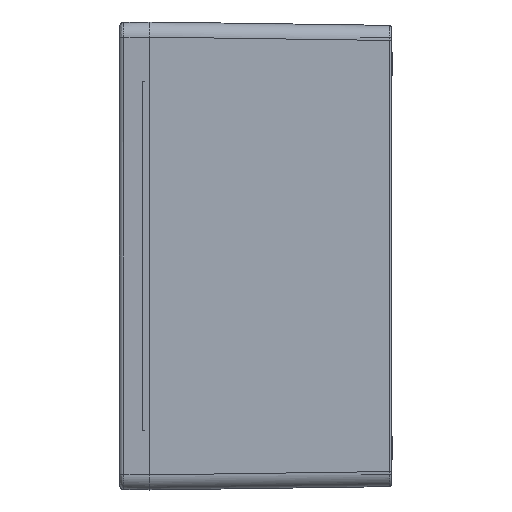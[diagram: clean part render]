
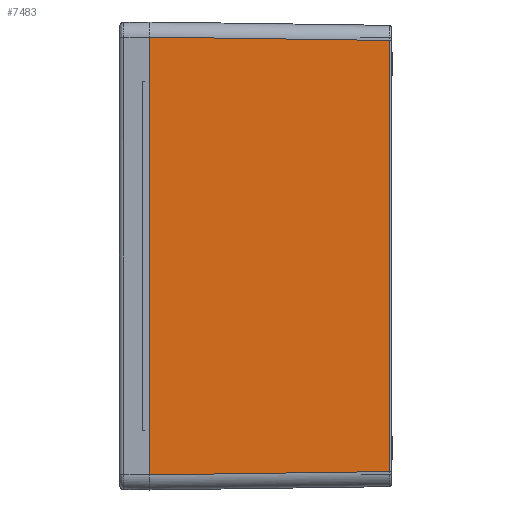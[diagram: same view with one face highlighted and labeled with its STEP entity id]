
A CAD part, left-side view. The second image highlights one B-rep face of the part: STEP entity #7483.
In plain terms, the highlighted planar face has unit normal (-1, -0.014, 0).
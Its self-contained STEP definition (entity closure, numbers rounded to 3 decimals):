
#273 = VERTEX_POINT ( 'NONE', #23820 ) ;
#326 = CARTESIAN_POINT ( 'NONE',  ( -299.26, 106.995, -144.261 ) ) ;
#686 = ORIENTED_EDGE ( 'NONE', *, *, #18797, .F. ) ;
#1718 = EDGE_LOOP ( 'NONE', ( #686, #15604, #19967, #21983 ) ) ;
#2131 = CARTESIAN_POINT ( 'NONE',  ( -300., 160., 145.001 ) ) ;
#2217 = CARTESIAN_POINT ( 'NONE',  ( -300., 160., 145.001 ) ) ;
#2837 = VERTEX_POINT ( 'NONE', #5733 ) ;
#4181 = VERTEX_POINT ( 'NONE', #23971 ) ;
#4401 = CARTESIAN_POINT ( 'NONE',  ( -297.78, 0.986, -142.781 ) ) ;
#4530 = FACE_OUTER_BOUND ( 'NONE', #1718, .T. ) ;
#5016 = EDGE_CURVE ( 'NONE', #2837, #273, #11772, .T. ) ;
#5733 = CARTESIAN_POINT ( 'NONE',  ( -297.78, 0.986, 142.781 ) ) ;
#5869 = DIRECTION ( 'NONE',  ( -1., -0.014, 0. ) ) ;
#6502 = AXIS2_PLACEMENT_3D ( 'NONE', #23035, #5869, #11985 ) ;
#7483 = ADVANCED_FACE ( 'NONE', ( #4530 ), #13689, .T. ) ;
#8110 = CARTESIAN_POINT ( 'NONE',  ( -298.52, 53.991, 143.521 ) ) ;
#8200 = CARTESIAN_POINT ( 'NONE',  ( -297.78, 0.986, 142.781 ) ) ;
#8298 = EDGE_CURVE ( 'NONE', #4181, #9306, #8824, .T. ) ;
#8824 = LINE ( 'NONE', #8946, #21693 ) ;
#8946 = CARTESIAN_POINT ( 'NONE',  ( -300., 160., -145.001 ) ) ;
#9306 = VERTEX_POINT ( 'NONE', #2131 ) ;
#10606 = B_SPLINE_CURVE_WITH_KNOTS ( 'NONE', 3,
 ( #2217, #15431, #8110, #22937 ),
 .UNSPECIFIED., .F., .F.,
 ( 4, 4 ),
 ( 0., 1. ),
 .UNSPECIFIED. ) ;
#11462 = EDGE_CURVE ( 'NONE', #4181, #273, #17060, .T. ) ;
#11772 = B_SPLINE_CURVE_WITH_KNOTS ( 'NONE', 3,
 ( #8200, #12212, #19460, #4401 ),
 .UNSPECIFIED., .F., .F.,
 ( 4, 4 ),
 ( 0., 1. ),
 .UNSPECIFIED. ) ;
#11985 = DIRECTION ( 'NONE',  ( -0.014, 1., 0. ) ) ;
#12212 = CARTESIAN_POINT ( 'NONE',  ( -297.78, 0.986, 47.594 ) ) ;
#13689 = PLANE ( 'NONE',  #6502 ) ;
#14910 = CARTESIAN_POINT ( 'NONE',  ( -297.78, 0.986, -142.781 ) ) ;
#15431 = CARTESIAN_POINT ( 'NONE',  ( -299.26, 106.995, 144.261 ) ) ;
#15604 = ORIENTED_EDGE ( 'NONE', *, *, #8298, .F. ) ;
#17060 = B_SPLINE_CURVE_WITH_KNOTS ( 'NONE', 3,
 ( #22771, #326, #20449, #14910 ),
 .UNSPECIFIED., .F., .F.,
 ( 4, 4 ),
 ( 0., 1. ),
 .UNSPECIFIED. ) ;
#18797 = EDGE_CURVE ( 'NONE', #9306, #2837, #10606, .T. ) ;
#19460 = CARTESIAN_POINT ( 'NONE',  ( -297.78, 0.986, -47.594 ) ) ;
#19967 = ORIENTED_EDGE ( 'NONE', *, *, #11462, .T. ) ;
#20227 = DIRECTION ( 'NONE',  ( 0., 0., 1. ) ) ;
#20449 = CARTESIAN_POINT ( 'NONE',  ( -298.52, 53.991, -143.521 ) ) ;
#21693 = VECTOR ( 'NONE', #20227, 1000. ) ;
#21983 = ORIENTED_EDGE ( 'NONE', *, *, #5016, .F. ) ;
#22771 = CARTESIAN_POINT ( 'NONE',  ( -300., 160., -145.001 ) ) ;
#22937 = CARTESIAN_POINT ( 'NONE',  ( -297.78, 0.986, 142.781 ) ) ;
#23035 = CARTESIAN_POINT ( 'NONE',  ( -300., 160., -164.915 ) ) ;
#23820 = CARTESIAN_POINT ( 'NONE',  ( -297.78, 0.986, -142.781 ) ) ;
#23971 = CARTESIAN_POINT ( 'NONE',  ( -300., 160., -145.001 ) ) ;
